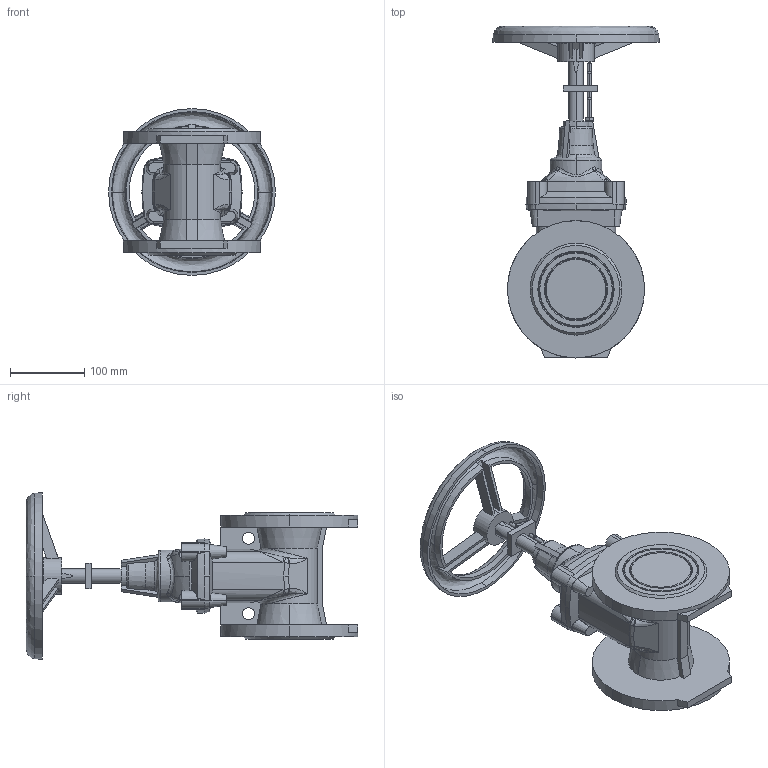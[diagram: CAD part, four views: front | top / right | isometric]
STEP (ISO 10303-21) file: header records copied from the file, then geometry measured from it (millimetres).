
FILE_DESCRIPTION (( 'STEP AP203' ), '1' );
FILE_NAME ('0606535016.STEP', '2014-05-29T03:49:04', ( '' ), ( '' ), 'SwSTEP 2.0', 'SolidWorks 2012', '' );
FILE_SCHEMA (( 'CONFIG_CONTROL_DESIGN' ));
Length unit declared in the file: millimetre
Products named in the file (1): 0606535016
Bounding box: 225 x 447.5 x 225 mm (x, y, z)
Volume: 3156032.7 mm3; surface area: 327939.5 mm2
Topology: 1 solids, 1 shells, 372 faces, 988 edges, 625 vertices
Faces by surface type: plane 125, cone 92, bspline 81, cylinder 74
Entity records: 17626 total; most frequent: CARTESIAN_POINT 9005, ORIENTED_EDGE 1968, DIRECTION 1588, EDGE_CURVE 984, AXIS2_PLACEMENT_3D 639, VERTEX_POINT 625, EDGE_LOOP 395, FACE_OUTER_BOUND 372
